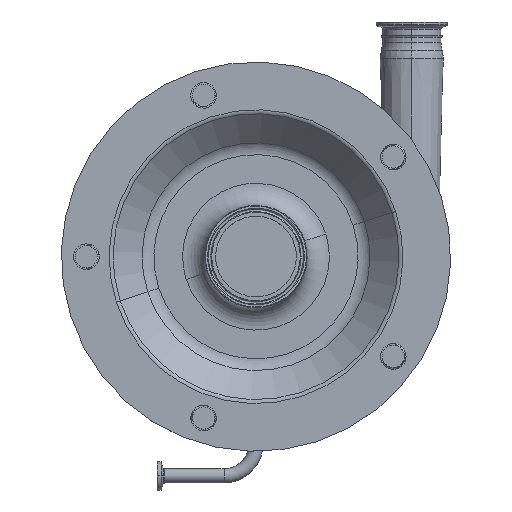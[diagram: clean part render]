
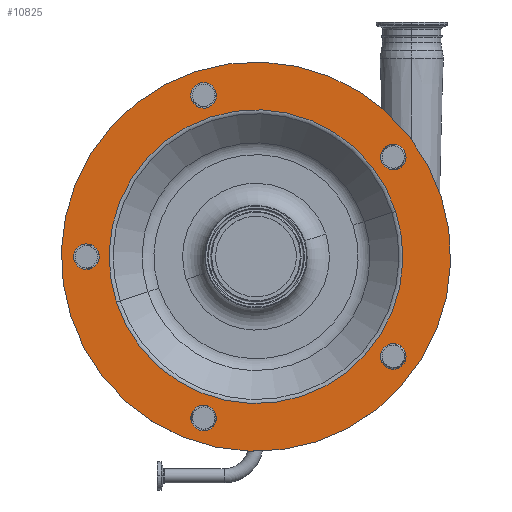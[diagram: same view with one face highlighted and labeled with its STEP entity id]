
A CAD part, top view. The second image highlights one B-rep face of the part: STEP entity #10825.
In plain terms, the highlighted planar face has unit normal (0, 0, 1).
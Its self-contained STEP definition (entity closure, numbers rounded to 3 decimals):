
#236 = EDGE_LOOP ( 'NONE', ( #10406, #2233 ) ) ;
#298 = CARTESIAN_POINT ( 'NONE',  ( -54.078, 166.435, 321.5 ) ) ;
#371 = FACE_OUTER_BOUND ( 'NONE', #7173, .T. ) ;
#407 = CARTESIAN_POINT ( 'NONE',  ( 112.438, -93.191, 321.5 ) ) ;
#422 = DIRECTION ( 'NONE',  ( 0.951, 0.309, 0. ) ) ;
#469 = EDGE_CURVE ( 'NONE', #3089, #2697, #7066, .T. ) ;
#527 = CARTESIAN_POINT ( 'NONE',  ( -47.125, 145.036, 321.5 ) ) ;
#748 = ORIENTED_EDGE ( 'NONE', *, *, #5302, .F. ) ;
#766 = CIRCLE ( 'NONE', #9530, 11.5 ) ;
#776 = DIRECTION ( 'NONE',  ( 0., 0., -1. ) ) ;
#780 = VERTEX_POINT ( 'NONE', #407 ) ;
#1057 = EDGE_LOOP ( 'NONE', ( #6157, #4251 ) ) ;
#1414 = CARTESIAN_POINT ( 'NONE',  ( 0., 0., 321.5 ) ) ;
#1419 = AXIS2_PLACEMENT_3D ( 'NONE', #12376, #776, #9275 ) ;
#1452 = AXIS2_PLACEMENT_3D ( 'NONE', #4709, #13066, #4576 ) ;
#1551 = ORIENTED_EDGE ( 'NONE', *, *, #9225, .F. ) ;
#1953 = VERTEX_POINT ( 'NONE', #10344 ) ;
#2035 = DIRECTION ( 'NONE',  ( -0.951, -0.309, 0. ) ) ;
#2090 = FACE_BOUND ( 'NONE', #6255, .T. ) ;
#2134 = CIRCLE ( 'NONE', #8284, 11.5 ) ;
#2168 = DIRECTION ( 'NONE',  ( 0., 0., 1. ) ) ;
#2233 = ORIENTED_EDGE ( 'NONE', *, *, #3559, .F. ) ;
#2374 = FACE_BOUND ( 'NONE', #236, .T. ) ;
#2377 = ORIENTED_EDGE ( 'NONE', *, *, #2503, .T. ) ;
#2379 = CARTESIAN_POINT ( 'NONE',  ( -152.5, 0., 321.5 ) ) ;
#2503 = EDGE_CURVE ( 'NONE', #4078, #6736, #7360, .T. ) ;
#2543 = CIRCLE ( 'NONE', #7156, 11.5 ) ;
#2697 = VERTEX_POINT ( 'NONE', #6560 ) ;
#2803 = EDGE_CURVE ( 'NONE', #2697, #3089, #5425, .T. ) ;
#2914 = DIRECTION ( 'NONE',  ( 0., 0., 1. ) ) ;
#3043 = CARTESIAN_POINT ( 'NONE',  ( -36.188, -141.482, 321.5 ) ) ;
#3082 = CARTESIAN_POINT ( 'NONE',  ( -47.125, -145.036, 321.5 ) ) ;
#3089 = VERTEX_POINT ( 'NONE', #13252 ) ;
#3133 = ORIENTED_EDGE ( 'NONE', *, *, #10980, .F. ) ;
#3143 = FACE_BOUND ( 'NONE', #1057, .T. ) ;
#3230 = AXIS2_PLACEMENT_3D ( 'NONE', #7466, #10594, #7524 ) ;
#3268 = ORIENTED_EDGE ( 'NONE', *, *, #9904, .F. ) ;
#3279 = AXIS2_PLACEMENT_3D ( 'NONE', #9072, #2914, #12231 ) ;
#3559 = EDGE_CURVE ( 'NONE', #13036, #11694, #5042, .T. ) ;
#3575 = CARTESIAN_POINT ( 'NONE',  ( -58.062, -148.59, 321.5 ) ) ;
#3606 = DIRECTION ( 'NONE',  ( 0., 0., -1. ) ) ;
#3680 = FACE_BOUND ( 'NONE', #8997, .T. ) ;
#3710 = DIRECTION ( 'NONE',  ( 0.951, 0.309, 0. ) ) ;
#3736 = VERTEX_POINT ( 'NONE', #7169 ) ;
#3740 = CIRCLE ( 'NONE', #5500, 175. ) ;
#4027 = EDGE_CURVE ( 'NONE', #4508, #1953, #4336, .T. ) ;
#4078 = VERTEX_POINT ( 'NONE', #12873 ) ;
#4193 = CARTESIAN_POINT ( 'NONE',  ( 0., 0., 321.5 ) ) ;
#4251 = ORIENTED_EDGE ( 'NONE', *, *, #2803, .F. ) ;
#4324 = EDGE_CURVE ( 'NONE', #11694, #13036, #2134, .T. ) ;
#4336 = CIRCLE ( 'NONE', #3230, 11.5 ) ;
#4422 = ORIENTED_EDGE ( 'NONE', *, *, #4027, .F. ) ;
#4466 = EDGE_CURVE ( 'NONE', #9624, #11590, #3740, .T. ) ;
#4508 = VERTEX_POINT ( 'NONE', #6383 ) ;
#4576 = DIRECTION ( 'NONE',  ( 0.951, 0.309, 0. ) ) ;
#4597 = EDGE_CURVE ( 'NONE', #6736, #4078, #5085, .T. ) ;
#4601 = CARTESIAN_POINT ( 'NONE',  ( -58.062, 141.482, 321.5 ) ) ;
#4709 = CARTESIAN_POINT ( 'NONE',  ( -152.5, 0., 321.5 ) ) ;
#4742 = AXIS2_PLACEMENT_3D ( 'NONE', #8190, #5951, #11068 ) ;
#4747 = EDGE_LOOP ( 'NONE', ( #9886, #4422 ) ) ;
#5042 = CIRCLE ( 'NONE', #12696, 11.5 ) ;
#5085 = CIRCLE ( 'NONE', #13181, 132.071 ) ;
#5135 = VERTEX_POINT ( 'NONE', #3043 ) ;
#5215 = CARTESIAN_POINT ( 'NONE',  ( -47.125, -145.036, 321.5 ) ) ;
#5279 = FACE_BOUND ( 'NONE', #8056, .T. ) ;
#5302 = EDGE_CURVE ( 'NONE', #5135, #9651, #2543, .T. ) ;
#5425 = CIRCLE ( 'NONE', #1452, 11.5 ) ;
#5500 = AXIS2_PLACEMENT_3D ( 'NONE', #4193, #13452, #2035 ) ;
#5556 = CIRCLE ( 'NONE', #10584, 11.5 ) ;
#5670 = CARTESIAN_POINT ( 'NONE',  ( -125.607, -40.812, 321.5 ) ) ;
#5926 = ORIENTED_EDGE ( 'NONE', *, *, #4466, .F. ) ;
#5951 = DIRECTION ( 'NONE',  ( 0., 0., 1. ) ) ;
#6157 = ORIENTED_EDGE ( 'NONE', *, *, #469, .F. ) ;
#6195 = CARTESIAN_POINT ( 'NONE',  ( -166.435, -54.078, 321.5 ) ) ;
#6255 = EDGE_LOOP ( 'NONE', ( #748, #1551 ) ) ;
#6266 = CARTESIAN_POINT ( 'NONE',  ( 123.375, 89.637, 321.5 ) ) ;
#6300 = FACE_BOUND ( 'NONE', #4747, .T. ) ;
#6383 = CARTESIAN_POINT ( 'NONE',  ( 112.438, 86.084, 321.5 ) ) ;
#6449 = DIRECTION ( 'NONE',  ( 0., 0., -1. ) ) ;
#6471 = CARTESIAN_POINT ( 'NONE',  ( 166.435, 54.078, 321.5 ) ) ;
#6560 = CARTESIAN_POINT ( 'NONE',  ( -163.437, -3.554, 321.5 ) ) ;
#6583 = DIRECTION ( 'NONE',  ( 0., 0., 1. ) ) ;
#6736 = VERTEX_POINT ( 'NONE', #5670 ) ;
#6869 = EDGE_CURVE ( 'NONE', #3736, #780, #13357, .T. ) ;
#7066 = CIRCLE ( 'NONE', #13428, 11.5 ) ;
#7156 = AXIS2_PLACEMENT_3D ( 'NONE', #3082, #2168, #12608 ) ;
#7169 = CARTESIAN_POINT ( 'NONE',  ( 134.312, -86.084, 321.5 ) ) ;
#7173 = EDGE_LOOP ( 'NONE', ( #3268, #5926 ) ) ;
#7231 = DIRECTION ( 'NONE',  ( 0., 0., 1. ) ) ;
#7360 = CIRCLE ( 'NONE', #1419, 132.071 ) ;
#7466 = CARTESIAN_POINT ( 'NONE',  ( 123.375, 89.637, 321.5 ) ) ;
#7484 = CARTESIAN_POINT ( 'NONE',  ( 0., 0., 321.5 ) ) ;
#7524 = DIRECTION ( 'NONE',  ( 0.951, 0.309, 0. ) ) ;
#7916 = CARTESIAN_POINT ( 'NONE',  ( -47.125, 145.036, 321.5 ) ) ;
#8056 = EDGE_LOOP ( 'NONE', ( #13002, #3133 ) ) ;
#8190 = CARTESIAN_POINT ( 'NONE',  ( 123.375, -89.637, 321.5 ) ) ;
#8200 = CIRCLE ( 'NONE', #13248, 175. ) ;
#8284 = AXIS2_PLACEMENT_3D ( 'NONE', #527, #13244, #3710 ) ;
#8997 = EDGE_LOOP ( 'NONE', ( #9932, #2377 ) ) ;
#9072 = CARTESIAN_POINT ( 'NONE',  ( 123.375, -89.637, 321.5 ) ) ;
#9225 = EDGE_CURVE ( 'NONE', #9651, #5135, #5556, .T. ) ;
#9275 = DIRECTION ( 'NONE',  ( -0.951, -0.309, 0. ) ) ;
#9361 = DIRECTION ( 'NONE',  ( 0., 0., 1. ) ) ;
#9366 = DIRECTION ( 'NONE',  ( 0.951, 0.309, 0. ) ) ;
#9530 = AXIS2_PLACEMENT_3D ( 'NONE', #6266, #7231, #13540 ) ;
#9624 = VERTEX_POINT ( 'NONE', #6471 ) ;
#9651 = VERTEX_POINT ( 'NONE', #3575 ) ;
#9775 = DIRECTION ( 'NONE',  ( 0., 0., -1. ) ) ;
#9830 = DIRECTION ( 'NONE',  ( -0.951, -0.309, 0. ) ) ;
#9886 = ORIENTED_EDGE ( 'NONE', *, *, #11511, .F. ) ;
#9904 = EDGE_CURVE ( 'NONE', #11590, #9624, #8200, .T. ) ;
#9932 = ORIENTED_EDGE ( 'NONE', *, *, #4597, .T. ) ;
#10344 = CARTESIAN_POINT ( 'NONE',  ( 134.312, 93.191, 321.5 ) ) ;
#10406 = ORIENTED_EDGE ( 'NONE', *, *, #4324, .F. ) ;
#10584 = AXIS2_PLACEMENT_3D ( 'NONE', #5215, #9361, #13574 ) ;
#10594 = DIRECTION ( 'NONE',  ( 0., 0., 1. ) ) ;
#10677 = DIRECTION ( 'NONE',  ( -0.951, -0.309, 0. ) ) ;
#10825 = ADVANCED_FACE ( 'NONE', ( #3143, #2090, #5279, #6300, #3680, #371, #2374 ), #11891, .F. ) ;
#10980 = EDGE_CURVE ( 'NONE', #780, #3736, #11052, .T. ) ;
#11052 = CIRCLE ( 'NONE', #4742, 11.5 ) ;
#11068 = DIRECTION ( 'NONE',  ( 0.951, 0.309, 0. ) ) ;
#11511 = EDGE_CURVE ( 'NONE', #1953, #4508, #766, .T. ) ;
#11590 = VERTEX_POINT ( 'NONE', #6195 ) ;
#11694 = VERTEX_POINT ( 'NONE', #12840 ) ;
#11891 = PLANE ( 'NONE',  #13490 ) ;
#12231 = DIRECTION ( 'NONE',  ( 0.951, 0.309, 0. ) ) ;
#12376 = CARTESIAN_POINT ( 'NONE',  ( 0., 0., 321.5 ) ) ;
#12608 = DIRECTION ( 'NONE',  ( 0.951, 0.309, 0. ) ) ;
#12696 = AXIS2_PLACEMENT_3D ( 'NONE', #7916, #12996, #422 ) ;
#12759 = DIRECTION ( 'NONE',  ( -0.951, -0.309, 0. ) ) ;
#12840 = CARTESIAN_POINT ( 'NONE',  ( -36.188, 148.59, 321.5 ) ) ;
#12873 = CARTESIAN_POINT ( 'NONE',  ( 125.607, 40.812, 321.5 ) ) ;
#12996 = DIRECTION ( 'NONE',  ( 0., 0., 1. ) ) ;
#13002 = ORIENTED_EDGE ( 'NONE', *, *, #6869, .F. ) ;
#13036 = VERTEX_POINT ( 'NONE', #4601 ) ;
#13066 = DIRECTION ( 'NONE',  ( 0., 0., 1. ) ) ;
#13181 = AXIS2_PLACEMENT_3D ( 'NONE', #1414, #9775, #10677 ) ;
#13244 = DIRECTION ( 'NONE',  ( 0., 0., 1. ) ) ;
#13248 = AXIS2_PLACEMENT_3D ( 'NONE', #7484, #6449, #12759 ) ;
#13252 = CARTESIAN_POINT ( 'NONE',  ( -141.563, 3.554, 321.5 ) ) ;
#13357 = CIRCLE ( 'NONE', #3279, 11.5 ) ;
#13428 = AXIS2_PLACEMENT_3D ( 'NONE', #2379, #6583, #9366 ) ;
#13452 = DIRECTION ( 'NONE',  ( 0., 0., -1. ) ) ;
#13490 = AXIS2_PLACEMENT_3D ( 'NONE', #298, #3606, #9830 ) ;
#13540 = DIRECTION ( 'NONE',  ( 0.951, 0.309, 0. ) ) ;
#13574 = DIRECTION ( 'NONE',  ( 0.951, 0.309, 0. ) ) ;
